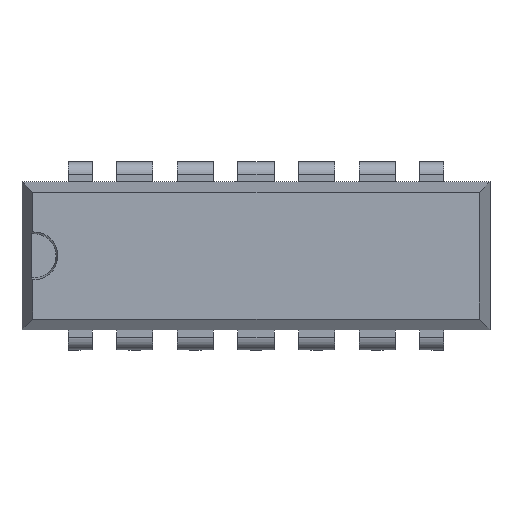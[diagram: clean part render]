
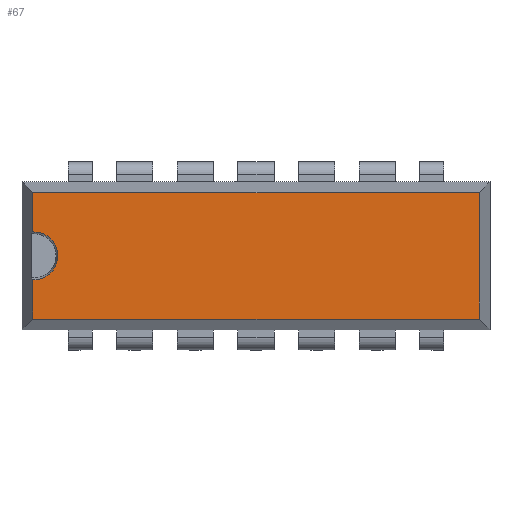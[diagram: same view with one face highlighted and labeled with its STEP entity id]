
A CAD part, top view. The second image highlights one B-rep face of the part: STEP entity #67.
In plain terms, the highlighted planar face has unit normal (0, 0, 1).
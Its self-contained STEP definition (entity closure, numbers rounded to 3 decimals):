
#67=ADVANCED_FACE('',(#2045),#2047,.T.);
#2045=FACE_BOUND('',#2046,.T.);
#2046=EDGE_LOOP('',(#3614,#3615,#3616,#3617,#3618,#3619,#3620,#3621));
#2047=PLANE('',#2048);
#2048=AXIS2_PLACEMENT_3D('',#2049,#2050,#2051);
#2049=CARTESIAN_POINT('',(1.27,0.71,4.36));
#2050=DIRECTION('',(0.,-0.,1.));
#2051=DIRECTION('',(0.,1.,0.));
#3614=ORIENTED_EDGE('',*,*,#4822,.T.);
#3615=ORIENTED_EDGE('',*,*,#4821,.F.);
#3616=ORIENTED_EDGE('',*,*,#4823,.F.);
#3617=ORIENTED_EDGE('',*,*,#4824,.T.);
#3618=ORIENTED_EDGE('',*,*,#4825,.T.);
#3619=ORIENTED_EDGE('',*,*,#4817,.F.);
#3620=ORIENTED_EDGE('',*,*,#4826,.T.);
#3621=ORIENTED_EDGE('',*,*,#4827,.T.);
#4817=EDGE_CURVE('',#5423,#5425,#5426,.T.);
#4821=EDGE_CURVE('',#5431,#5418,#5433,.T.);
#4822=EDGE_CURVE('',#5434,#5418,#5435,.F.);
#4823=EDGE_CURVE('',#5436,#5431,#5437,.T.);
#4824=EDGE_CURVE('',#5436,#5438,#5439,.T.);
#4825=EDGE_CURVE('',#5438,#5425,#5440,.T.);
#4826=EDGE_CURVE('',#5423,#5441,#5442,.F.);
#4827=EDGE_CURVE('',#5441,#5434,#5443,.F.);
#5418=VERTEX_POINT('',#6422);
#5423=VERTEX_POINT('',#6431);
#5425=VERTEX_POINT('',#6435);
#5426=LINE('',#6436,#6437);
#5431=VERTEX_POINT('',#6447);
#5433=LINE('',#6451,#6452);
#5434=VERTEX_POINT('',#6454);
#5435=LINE('',#6455,#6456);
#5436=VERTEX_POINT('',#6458);
#5437=LINE('',#6459,#6460);
#5438=VERTEX_POINT('',#6462);
#5439=LINE('',#6463,#6464);
#5440=LINE('',#6466,#6467);
#5441=VERTEX_POINT('',#6469);
#5442=LINE('',#6470,#6471);
#5443=CIRCLE('',#6473,1.);
#6422=CARTESIAN_POINT('',(-1.73,2.81,4.36));
#6431=CARTESIAN_POINT('',(-1.73,4.81,4.36));
#6435=CARTESIAN_POINT('',(-1.73,6.46,4.36));
#6436=CARTESIAN_POINT('',(-1.73,4.81,4.36));
#6437=VECTOR('',#6438,1.);
#6438=DIRECTION('',(0.,1.,0.));
#6447=CARTESIAN_POINT('',(-1.73,1.16,4.36));
#6451=CARTESIAN_POINT('',(-1.73,1.16,4.36));
#6452=VECTOR('',#6453,1.);
#6453=DIRECTION('',(0.,1.,0.));
#6454=CARTESIAN_POINT('',(-1.68,2.81,4.36));
#6455=CARTESIAN_POINT('',(-1.73,2.81,4.36));
#6456=VECTOR('',#6457,1.);
#6457=DIRECTION('',(1.,0.,0.));
#6458=CARTESIAN_POINT('',(16.97,1.16,4.36));
#6459=CARTESIAN_POINT('',(16.97,1.16,4.36));
#6460=VECTOR('',#6461,1.);
#6461=DIRECTION('',(-1.,0.,0.));
#6462=CARTESIAN_POINT('',(16.97,6.46,4.36));
#6463=CARTESIAN_POINT('',(16.97,1.16,4.36));
#6464=VECTOR('',#6465,1.);
#6465=DIRECTION('',(0.,1.,0.));
#6466=CARTESIAN_POINT('',(16.97,6.46,4.36));
#6467=VECTOR('',#6468,1.);
#6468=DIRECTION('',(-1.,0.,0.));
#6469=CARTESIAN_POINT('',(-1.68,4.81,4.36));
#6470=CARTESIAN_POINT('',(-1.68,4.81,4.36));
#6471=VECTOR('',#6472,1.);
#6472=DIRECTION('',(-1.,0.,0.));
#6473=AXIS2_PLACEMENT_3D('',#6474,#6475,#6476);
#6474=CARTESIAN_POINT('',(-1.68,3.81,4.36));
#6475=DIRECTION('',(0.,0.,1.));
#6476=DIRECTION('',(0.,-1.,0.));
